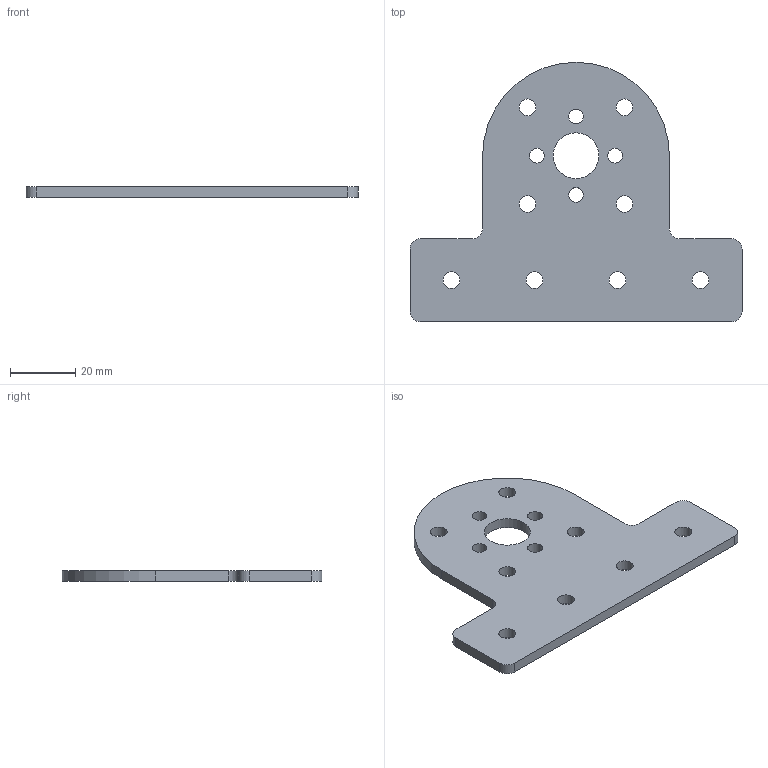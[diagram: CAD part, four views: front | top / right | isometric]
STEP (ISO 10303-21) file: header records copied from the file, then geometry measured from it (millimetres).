
FILE_DESCRIPTION(/* description */ (''),/* implementation_level */ '2;1');
FILE_NAME(/* name */ 'ArmPlateBase V2.stp',/* time_stamp */ '2024-10-30T20:06:06-04:00',/* author */ ('t205b'),/* organization */ (''),/* preprocessor_version */ 'ST-DEVELOPER v20',/* originating_system */ 'Autodesk Inventor 2025',/* authorisation */ '');
FILE_SCHEMA (('AUTOMOTIVE_DESIGN { 1 0 10303 214 3 1 1 }'));
Length unit declared in the file: inch
Products named in the file (1): ArmPlateBase V2
Bounding box: 101.6 x 79.38 x 3.3 mm (x, y, z)
Volume: 16271.2 mm3; surface area: 11700.1 mm2
Topology: 1 solids, 1 shells, 29 faces, 81 edges, 54 vertices
Faces by surface type: cylinder 20, plane 9
Full cylindrical faces by diameter (mm): 4.496 x4, 5.105 x4, 5.156 x4, 14 x1
Entity records: 1052 total; most frequent: DIRECTION 181, CARTESIAN_POINT 165, ORIENTED_EDGE 162, EDGE_CURVE 81, AXIS2_PLACEMENT_3D 70, EDGE_LOOP 55, VERTEX_POINT 54, LINE 41
